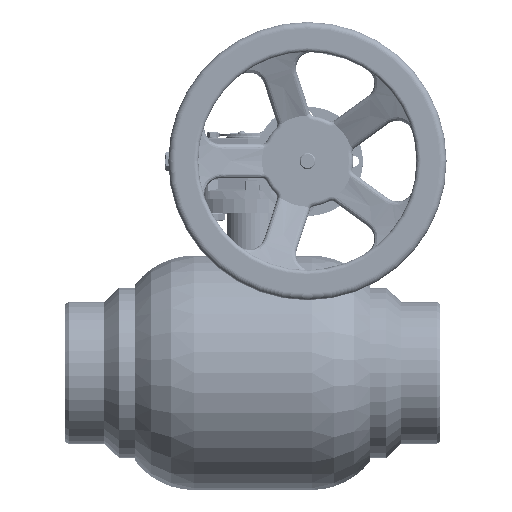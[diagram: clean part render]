
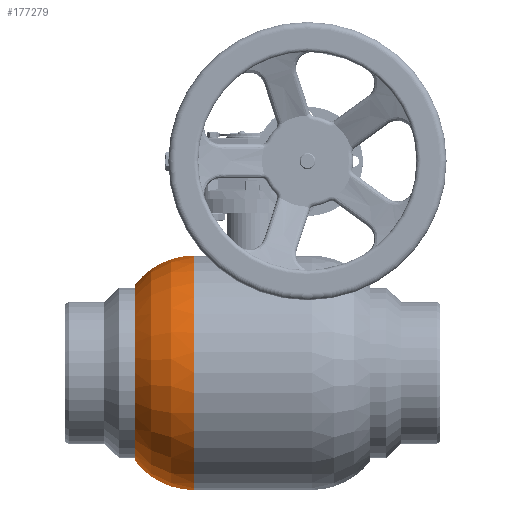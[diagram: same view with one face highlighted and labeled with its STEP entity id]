
A CAD part, top view. The second image highlights one B-rep face of the part: STEP entity #177279.
In plain terms, the highlighted toroidal (fillet/blend) face has major radius 40.481 mm and minor radius 69.019 mm.
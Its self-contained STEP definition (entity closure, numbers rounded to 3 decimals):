
#5221 = DIRECTION ( 'NONE',  ( -1., 0., 0. ) ) ;
#5417 = DIRECTION ( 'NONE',  ( -1., 0., 0. ) ) ;
#7601 = CARTESIAN_POINT ( 'NONE',  ( -110., 0., 0. ) ) ;
#8953 = EDGE_CURVE ( 'NONE', #72854, #162873, #45552, .T. ) ;
#9192 = ORIENTED_EDGE ( 'NONE', *, *, #8953, .T. ) ;
#20000 = CIRCLE ( 'NONE', #44116, 109.5 ) ;
#26990 = TOROIDAL_SURFACE ( 'NONE', #132523, 40.481, 69.019 ) ;
#27134 = CARTESIAN_POINT ( 'NONE',  ( -55., -40.481, 0. ) ) ;
#29175 = AXIS2_PLACEMENT_3D ( 'NONE', #27134, #114934, #86629 ) ;
#31625 = FACE_OUTER_BOUND ( 'NONE', #112833, .T. ) ;
#33692 = CARTESIAN_POINT ( 'NONE',  ( -55., 0., 0. ) ) ;
#44116 = AXIS2_PLACEMENT_3D ( 'NONE', #33692, #5417, #122451 ) ;
#45552 = CIRCLE ( 'NONE', #159001, 69.019 ) ;
#54806 = DIRECTION ( 'NONE',  ( 0., -1., 0. ) ) ;
#56331 = ORIENTED_EDGE ( 'NONE', *, *, #59245, .T. ) ;
#59098 = ORIENTED_EDGE ( 'NONE', *, *, #166214, .F. ) ;
#59245 = EDGE_CURVE ( 'NONE', #171482, #72854, #20000, .T. ) ;
#72854 = VERTEX_POINT ( 'NONE', #138697 ) ;
#86629 = DIRECTION ( 'NONE',  ( -1., 0., 0. ) ) ;
#108905 = EDGE_CURVE ( 'NONE', #161321, #162873, #141440, .T. ) ;
#112833 = EDGE_LOOP ( 'NONE', ( #56331, #9192, #169719, #59098 ) ) ;
#113341 = DIRECTION ( 'NONE',  ( 0., 0., 1. ) ) ;
#114934 = DIRECTION ( 'NONE',  ( 0., 0., -1. ) ) ;
#122451 = DIRECTION ( 'NONE',  ( 0., -1., 0. ) ) ;
#132523 = AXIS2_PLACEMENT_3D ( 'NONE', #134534, #5221, #175097 ) ;
#134534 = CARTESIAN_POINT ( 'NONE',  ( -55., 0., 0. ) ) ;
#138697 = CARTESIAN_POINT ( 'NONE',  ( -55., 109.5, 0. ) ) ;
#141440 = CIRCLE ( 'NONE', #183550, 82.177 ) ;
#143750 = CIRCLE ( 'NONE', #29175, 69.019 ) ;
#155514 = CARTESIAN_POINT ( 'NONE',  ( -110., 82.177, 0. ) ) ;
#156738 = CARTESIAN_POINT ( 'NONE',  ( -55., 40.481, 0. ) ) ;
#159001 = AXIS2_PLACEMENT_3D ( 'NONE', #156738, #113341, #54806 ) ;
#161321 = VERTEX_POINT ( 'NONE', #175584 ) ;
#162873 = VERTEX_POINT ( 'NONE', #155514 ) ;
#166214 = EDGE_CURVE ( 'NONE', #171482, #161321, #143750, .T. ) ;
#168018 = DIRECTION ( 'NONE',  ( -1., 0., 0. ) ) ;
#169719 = ORIENTED_EDGE ( 'NONE', *, *, #108905, .F. ) ;
#169926 = CARTESIAN_POINT ( 'NONE',  ( -55., -109.5, 0. ) ) ;
#171482 = VERTEX_POINT ( 'NONE', #169926 ) ;
#175097 = DIRECTION ( 'NONE',  ( 0., -1., 0. ) ) ;
#175584 = CARTESIAN_POINT ( 'NONE',  ( -110., -82.177, 0. ) ) ;
#175845 = DIRECTION ( 'NONE',  ( 0., -1., 0. ) ) ;
#177279 = ADVANCED_FACE ( 'NONE', ( #31625 ), #26990, .T. ) ;
#183550 = AXIS2_PLACEMENT_3D ( 'NONE', #7601, #168018, #175845 ) ;
